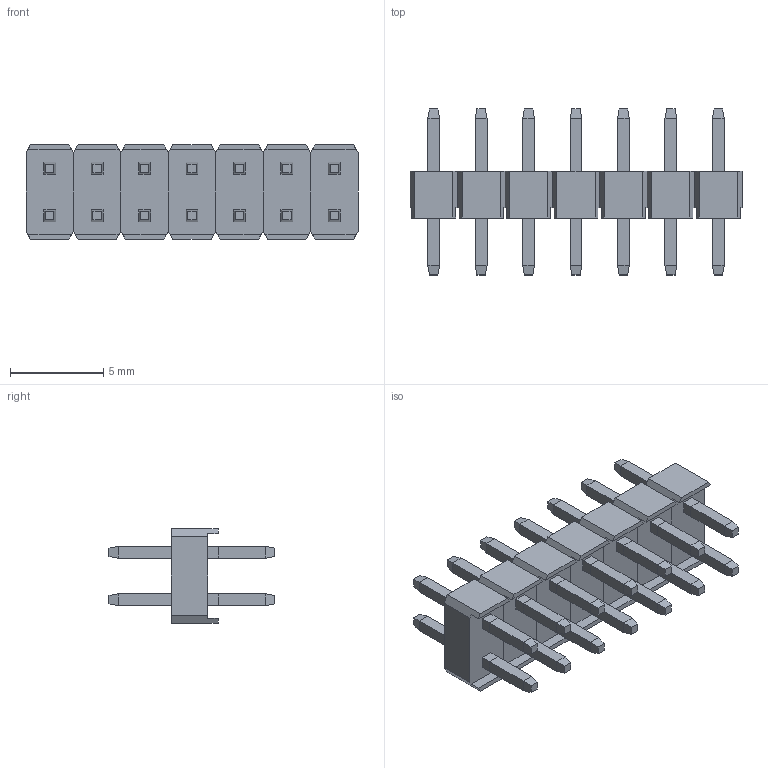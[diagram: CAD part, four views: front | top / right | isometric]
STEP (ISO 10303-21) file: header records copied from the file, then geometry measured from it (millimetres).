
FILE_DESCRIPTION (( 'STEP AP214' ), '1' );
FILE_NAME ('PRPC007DAAN-RC.STEP', '2024-12-02T11:42:56', ( '' ), ( '' ), 'SwSTEP 2.0', 'SolidWorks 2021', '' );
FILE_SCHEMA (( 'AUTOMOTIVE_DESIGN' ));
Length unit declared in the file: millimetre
Products named in the file (3): PREC001DAAN-RC_C07; PRPC007DAAN-RC; Pin - Gold_AA
Assembly tree (8 placements, depth 2):
  PRPC007DAAN-RC
    PREC001DAAN-RC_C07
    Pin - Gold_AA  x7
Bounding box: 17.78 x 8.89 x 5.08 mm (x, y, z)
Volume: 215.4 mm3; surface area: 800.8 mm2
Topology: 35 solids, 35 shells, 434 faces, 980 edges, 616 vertices
Faces by surface type: plane 434
Entity records: 6051 total; most frequent: CARTESIAN_POINT 1033, ORIENTED_EDGE 1000, DIRECTION 910, EDGE_CURVE 500, VECTOR 500, LINE 500, VERTEX_POINT 328, EDGE_LOOP 222
